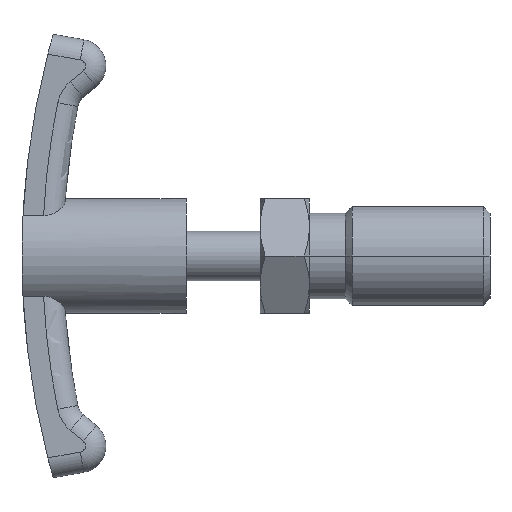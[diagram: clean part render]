
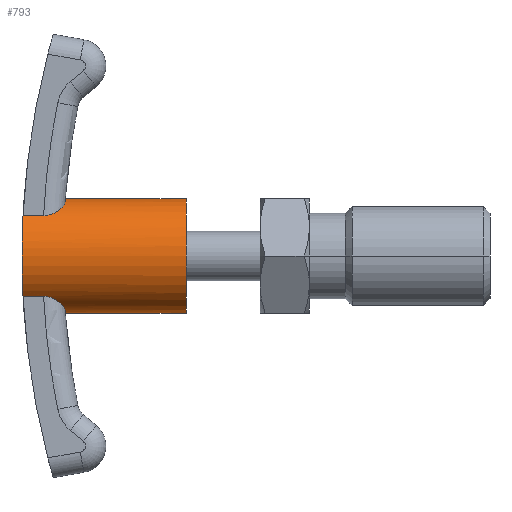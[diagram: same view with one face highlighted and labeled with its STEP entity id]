
A CAD part, left-side view. The second image highlights one B-rep face of the part: STEP entity #793.
In plain terms, the highlighted cylindrical face has radius 7 mm (diameter 14 mm), a partial arc.
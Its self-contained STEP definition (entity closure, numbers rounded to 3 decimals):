
#465=EDGE_CURVE('',#1033,#1065,#1221,.T.);
#481=EDGE_CURVE('',#613,#755,#1241,.T.);
#499=VERTEX_POINT('',#1260);
#511=EDGE_CURVE('',#529,#499,#1273,.T.);
#529=VERTEX_POINT('',#1293);
#539=EDGE_CURVE('',#747,#1033,#1303,.T.);
#553=EDGE_CURVE('',#799,#851,#1319,.T.);
#585=EDGE_CURVE('',#599,#529,#1354,.T.);
#599=VERTEX_POINT('',#1369);
#613=VERTEX_POINT('',#1384);
#653=EDGE_CURVE('',#755,#599,#1429,.T.);
#673=EDGE_CURVE('',#851,#1115,#1450,.T.);
#747=VERTEX_POINT('',#1533);
#755=VERTEX_POINT('',#1543);
#793=ADVANCED_FACE('',(#1587),#1588,.T.);
#799=VERTEX_POINT('',#1596);
#851=VERTEX_POINT('',#1651);
#1033=VERTEX_POINT('',#1852);
#1035=EDGE_CURVE('',#1115,#613,#1854,.T.);
#1057=EDGE_CURVE('',#747,#799,#1880,.T.);
#1065=VERTEX_POINT('',#1889);
#1089=EDGE_CURVE('',#1065,#499,#1915,.T.);
#1115=VERTEX_POINT('',#1942);
#1221=CIRCLE('',#2094,7.0);
#1241=B_SPLINE_CURVE_WITH_KNOTS('',3,(#2128,#2129,#2130,#2131,#2132,#2133,#2134,#2135,#2136,#2137),.UNSPECIFIED.,.F.,.F.,(4,2,2,2,4),(10.551,11.87,13.189,14.508,15.755),.UNSPECIFIED.);
#1260=CARTESIAN_POINT('',(0.,29.735,-7.0));
#1273=B_SPLINE_CURVE_WITH_KNOTS('',3,(#2203,#2204,#2205,#2206,#2207,#2208,#2209,#2210,#2211,#2212),.UNSPECIFIED.,.F.,.F.,(4,2,2,2,4),(18.465,19.784,21.103,22.422,23.741),.UNSPECIFIED.);
#1293=CARTESIAN_POINT('',(-2.5,29.769,-6.538));
#1303=LINE('',#2263,#2264);
#1319=B_SPLINE_CURVE_WITH_KNOTS('',3,(#2285,#2286,#2287,#2288,#2289,#2290,#2291,#2292,#2293,#2294,#2295,#2296),.UNSPECIFIED.,.F.,.F.,(4,2,2,2,2,4),(0.0,1.035,2.267,3.434,4.018,4.591),.UNSPECIFIED.);
#1354=B_SPLINE_CURVE_WITH_KNOTS('',3,(#2386,#2387,#2388,#2389,#2390,#2391,#2392,#2393,#2394,#2395,#2396,#2397),.UNSPECIFIED.,.F.,.F.,(4,2,2,2,2,4),(0.0,0.694,1.5,2.572,3.449,4.305),.UNSPECIFIED.);
#1369=CARTESIAN_POINT('',(-5.0,32.374,-4.899));
#1384=CARTESIAN_POINT('',(-7.0,35.0,0.));
#1429=LINE('',#2525,#2526);
#1450=LINE('',#2573,#2574);
#1533=CARTESIAN_POINT('',(0.,29.735,7.0));
#1543=CARTESIAN_POINT('',(-5.0,34.877,-4.899));
#1587=FACE_OUTER_BOUND('',#2780,.T.);
#1588=CYLINDRICAL_SURFACE('',#2781,7.0);
#1596=CARTESIAN_POINT('',(-2.5,29.769,6.538));
#1651=CARTESIAN_POINT('',(-5.0,32.374,4.899));
#1852=CARTESIAN_POINT('',(0.,15.0,7.0));
#1854=B_SPLINE_CURVE_WITH_KNOTS('',3,(#3309,#3310,#3311,#3312,#3313,#3314,#3315,#3316,#3317,#3318),.UNSPECIFIED.,.F.,.F.,(4,2,2,2,4),(5.347,6.594,7.913,9.232,10.551),.UNSPECIFIED.);
#1880=B_SPLINE_CURVE_WITH_KNOTS('',3,(#3348,#3349,#3350,#3351,#3352,#3353,#3354,#3355,#3356,#3357,#3358),.UNSPECIFIED.,.F.,.F.,(4,2,3,2,4),(-2.638,-1.319,0.0,1.319,2.638),.UNSPECIFIED.);
#1889=CARTESIAN_POINT('',(0.,15.0,-7.0));
#1915=LINE('',#3418,#3419);
#1942=CARTESIAN_POINT('',(-5.0,34.877,4.899));
#2094=AXIS2_PLACEMENT_3D('',#3580,#3581,#3582);
#2128=CARTESIAN_POINT('',(-7.0,35.0,0.));
#2129=CARTESIAN_POINT('',(-7.0,35.0,-0.44));
#2130=CARTESIAN_POINT('',(-6.958,34.997,-0.894));
#2131=CARTESIAN_POINT('',(-6.781,34.984,-1.798));
#2132=CARTESIAN_POINT('',(-6.646,34.975,-2.248));
#2133=CARTESIAN_POINT('',(-6.288,34.951,-3.11));
#2134=CARTESIAN_POINT('',(-6.066,34.937,-3.524));
#2135=CARTESIAN_POINT('',(-5.566,34.907,-4.267));
#2136=CARTESIAN_POINT('',(-5.292,34.892,-4.601));
#2137=CARTESIAN_POINT('',(-5.0,34.877,-4.899));
#2203=CARTESIAN_POINT('',(-2.679,29.774,-6.467));
#2204=CARTESIAN_POINT('',(-2.248,29.762,-6.646));
#2205=CARTESIAN_POINT('',(-1.798,29.752,-6.781));
#2206=CARTESIAN_POINT('',(-0.894,29.739,-6.958));
#2207=CARTESIAN_POINT('',(-0.44,29.735,-7.0));
#2208=CARTESIAN_POINT('',(0.44,29.735,-7.0));
#2209=CARTESIAN_POINT('',(0.894,29.739,-6.958));
#2210=CARTESIAN_POINT('',(1.798,29.752,-6.781));
#2211=CARTESIAN_POINT('',(2.248,29.762,-6.646));
#2212=CARTESIAN_POINT('',(2.679,29.774,-6.467));
#2263=CARTESIAN_POINT('',(0.,25.5,7.0));
#2264=VECTOR('',#3687,1.0);
#2285=CARTESIAN_POINT('',(-2.5,29.769,6.538));
#2286=CARTESIAN_POINT('',(-2.822,29.778,6.415));
#2287=CARTESIAN_POINT('',(-3.131,29.85,6.269));
#2288=CARTESIAN_POINT('',(-3.749,30.116,5.924));
#2289=CARTESIAN_POINT('',(-4.049,30.331,5.718));
#2290=CARTESIAN_POINT('',(-4.528,30.848,5.346));
#2291=CARTESIAN_POINT('',(-4.711,31.143,5.18));
#2292=CARTESIAN_POINT('',(-4.893,31.626,5.006));
#2293=CARTESIAN_POINT('',(-4.94,31.796,4.96));
#2294=CARTESIAN_POINT('',(-4.996,32.146,4.903));
#2295=CARTESIAN_POINT('',(-5.006,32.322,4.893));
#2296=CARTESIAN_POINT('',(-4.997,32.5,4.902));
#2386=CARTESIAN_POINT('',(-4.997,32.5,-4.902));
#2387=CARTESIAN_POINT('',(-5.008,32.269,-4.89));
#2388=CARTESIAN_POINT('',(-4.988,32.041,-4.912));
#2389=CARTESIAN_POINT('',(-4.882,31.565,-5.017));
#2390=CARTESIAN_POINT('',(-4.788,31.326,-5.109));
#2391=CARTESIAN_POINT('',(-4.509,30.824,-5.359));
#2392=CARTESIAN_POINT('',(-4.295,30.565,-5.537));
#2393=CARTESIAN_POINT('',(-3.821,30.176,-5.871));
#2394=CARTESIAN_POINT('',(-3.58,30.033,-6.023));
#2395=CARTESIAN_POINT('',(-3.062,29.835,-6.302));
#2396=CARTESIAN_POINT('',(-2.786,29.777,-6.429));
#2397=CARTESIAN_POINT('',(-2.5,29.769,-6.538));
#2525=CARTESIAN_POINT('',(-5.0,31.139,-4.899));
#2526=VECTOR('',#3820,1.0);
#2573=CARTESIAN_POINT('',(-5.0,31.139,4.899));
#2574=VECTOR('',#3837,1.0);
#2780=EDGE_LOOP('',(#4021,#4022,#4023,#4024,#4025,#4026,#4027,#4028,#4029,#4030,#4031));
#2781=AXIS2_PLACEMENT_3D('',#4032,#4033,#4034);
#3309=CARTESIAN_POINT('',(-5.0,34.877,4.899));
#3310=CARTESIAN_POINT('',(-5.292,34.892,4.601));
#3311=CARTESIAN_POINT('',(-5.566,34.907,4.267));
#3312=CARTESIAN_POINT('',(-6.066,34.937,3.524));
#3313=CARTESIAN_POINT('',(-6.288,34.951,3.11));
#3314=CARTESIAN_POINT('',(-6.646,34.975,2.248));
#3315=CARTESIAN_POINT('',(-6.781,34.984,1.798));
#3316=CARTESIAN_POINT('',(-6.958,34.997,0.894));
#3317=CARTESIAN_POINT('',(-7.0,35.0,0.44));
#3318=CARTESIAN_POINT('',(-7.0,35.0,0.));
#3348=CARTESIAN_POINT('',(2.679,29.774,6.467));
#3349=CARTESIAN_POINT('',(2.248,29.762,6.646));
#3350=CARTESIAN_POINT('',(1.798,29.752,6.781));
#3351=CARTESIAN_POINT('',(0.894,29.739,6.958));
#3352=CARTESIAN_POINT('',(0.44,29.735,7.0));
#3353=CARTESIAN_POINT('',(0.,29.735,7.0));
#3354=CARTESIAN_POINT('',(-0.44,29.735,7.0));
#3355=CARTESIAN_POINT('',(-0.894,29.739,6.958));
#3356=CARTESIAN_POINT('',(-1.798,29.752,6.781));
#3357=CARTESIAN_POINT('',(-2.248,29.762,6.646));
#3358=CARTESIAN_POINT('',(-2.679,29.774,6.467));
#3418=CARTESIAN_POINT('',(0.,25.5,-7.0));
#3419=VECTOR('',#4425,1.0);
#3580=CARTESIAN_POINT('',(0.0,15.0,0.0));
#3581=DIRECTION('',(0.0,-1.0,0.0));
#3582=DIRECTION('',(0.,0.0,-1.0));
#3687=DIRECTION('',(-0.0,-1.0,-0.0));
#3820=DIRECTION('',(0.0,-1.0,0.0));
#3837=DIRECTION('',(0.0,1.0,0.0));
#4021=ORIENTED_EDGE('',*,*,#1089,.F.);
#4022=ORIENTED_EDGE('',*,*,#465,.F.);
#4023=ORIENTED_EDGE('',*,*,#539,.F.);
#4024=ORIENTED_EDGE('',*,*,#1057,.T.);
#4025=ORIENTED_EDGE('',*,*,#553,.T.);
#4026=ORIENTED_EDGE('',*,*,#673,.T.);
#4027=ORIENTED_EDGE('',*,*,#1035,.T.);
#4028=ORIENTED_EDGE('',*,*,#481,.T.);
#4029=ORIENTED_EDGE('',*,*,#653,.T.);
#4030=ORIENTED_EDGE('',*,*,#585,.T.);
#4031=ORIENTED_EDGE('',*,*,#511,.T.);
#4032=CARTESIAN_POINT('',(0.0,25.5,0.0));
#4033=DIRECTION('',(-0.0,-1.0,-0.0));
#4034=DIRECTION('',(0.,0.0,-1.0));
#4425=DIRECTION('',(0.0,1.0,0.0));
